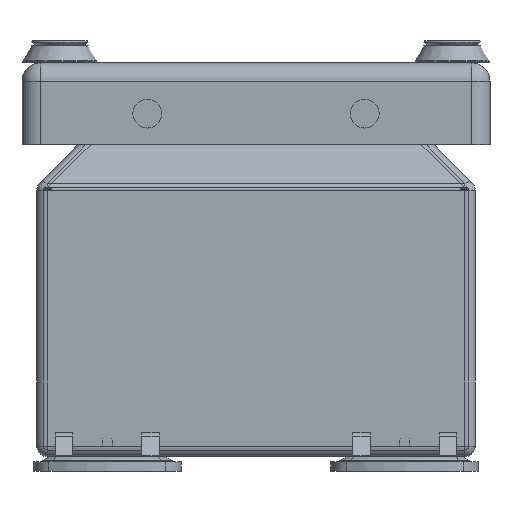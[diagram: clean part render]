
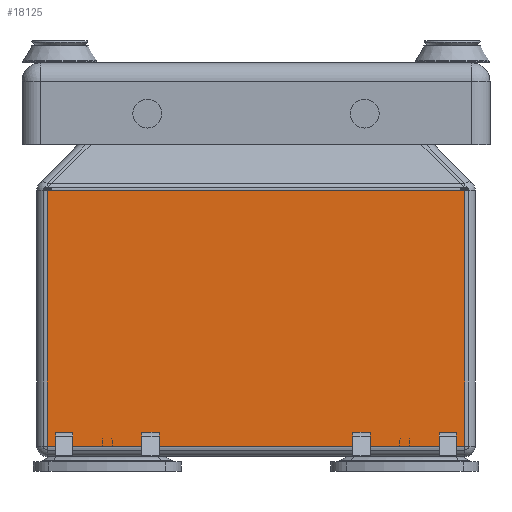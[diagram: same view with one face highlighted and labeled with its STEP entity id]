
A CAD part, front view. The second image highlights one B-rep face of the part: STEP entity #18125.
In plain terms, the highlighted planar face has unit normal (0, -1, 0).
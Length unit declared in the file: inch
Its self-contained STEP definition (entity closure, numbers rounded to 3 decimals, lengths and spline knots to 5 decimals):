
#2509=FACE_OUTER_BOUND('',#3643,.T.);
#3643=EDGE_LOOP('',(#12946,#12947,#12948,#12949));
#5057=LINE('',#29076,#6501);
#5059=LINE('',#29089,#6503);
#5060=LINE('',#29093,#6504);
#5061=LINE('',#29094,#6505);
#6501=VECTOR('',#22590,0.3937);
#6503=VECTOR('',#22608,0.3937);
#6504=VECTOR('',#22613,0.3937);
#6505=VECTOR('',#22614,0.3937);
#7973=VERTEX_POINT('',#29073);
#7974=VERTEX_POINT('',#29075);
#7977=VERTEX_POINT('',#29088);
#7978=VERTEX_POINT('',#29092);
#9830=EDGE_CURVE('',#7973,#7974,#5057,.T.);
#9837=EDGE_CURVE('',#7974,#7977,#5059,.T.);
#9839=EDGE_CURVE('',#7978,#7973,#5060,.T.);
#9840=EDGE_CURVE('',#7977,#7978,#5061,.T.);
#12946=ORIENTED_EDGE('',*,*,#9830,.F.);
#12947=ORIENTED_EDGE('',*,*,#9839,.F.);
#12948=ORIENTED_EDGE('',*,*,#9840,.F.);
#12949=ORIENTED_EDGE('',*,*,#9837,.F.);
#17626=PLANE('',#19715);
#18125=ADVANCED_FACE('',(#2509),#17626,.F.);
#19715=AXIS2_PLACEMENT_3D('',#29091,#22611,#22612);
#22590=DIRECTION('',(0.,0.,1.));
#22608=DIRECTION('',(1.,0.,0.));
#22611=DIRECTION('center_axis',(0.,1.,0.));
#22612=DIRECTION('ref_axis',(0.,0.,1.));
#22613=DIRECTION('',(-1.,0.,0.));
#22614=DIRECTION('',(0.,0.,-1.));
#29073=CARTESIAN_POINT('',(-1.666,-10.375,0.084));
#29075=CARTESIAN_POINT('',(-1.666,-10.375,2.12516));
#29076=CARTESIAN_POINT('',(-1.666,-10.375,1.40022));
#29088=CARTESIAN_POINT('',(1.666,-10.375,2.12516));
#29089=CARTESIAN_POINT('',(0.,-10.375,2.12516));
#29091=CARTESIAN_POINT('Origin',(0.,-10.375,1.07997));
#29092=CARTESIAN_POINT('',(1.666,-10.375,0.084));
#29093=CARTESIAN_POINT('',(0.,-10.375,0.084));
#29094=CARTESIAN_POINT('',(1.666,-10.375,1.37922));
